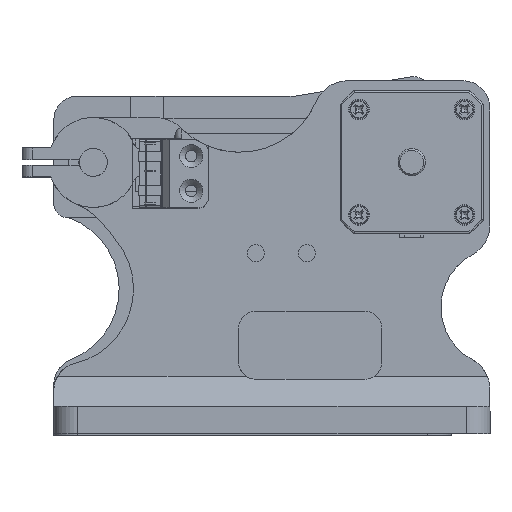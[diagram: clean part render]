
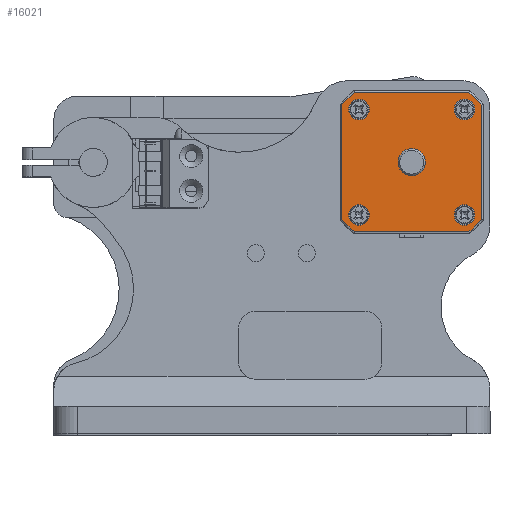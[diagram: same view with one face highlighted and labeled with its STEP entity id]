
A CAD part, top view. The second image highlights one B-rep face of the part: STEP entity #16021.
In plain terms, the highlighted face is planar.
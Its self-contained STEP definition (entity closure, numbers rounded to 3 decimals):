
#472=FACE_BOUND('',#2894,.T.);
#473=FACE_BOUND('',#2895,.T.);
#474=FACE_BOUND('',#2896,.T.);
#475=FACE_BOUND('',#2897,.T.);
#476=FACE_BOUND('',#2898,.T.);
#959=CIRCLE('',#17285,26.5);
#960=CIRCLE('',#17288,26.5);
#961=CIRCLE('',#17290,26.5);
#962=CIRCLE('',#17291,26.5);
#963=CIRCLE('',#17292,3.);
#964=CIRCLE('',#17293,3.);
#965=CIRCLE('',#17294,3.);
#966=CIRCLE('',#17295,4.);
#967=CIRCLE('',#17296,3.);
#1950=FACE_OUTER_BOUND('',#2893,.T.);
#2893=EDGE_LOOP('',(#10985,#10986,#10987,#10988,#10989,#10990,#10991,#10992));
#2894=EDGE_LOOP('',(#10993));
#2895=EDGE_LOOP('',(#10994));
#2896=EDGE_LOOP('',(#10995));
#2897=EDGE_LOOP('',(#10996));
#2898=EDGE_LOOP('',(#10997));
#4019=LINE('',#23991,#5393);
#4047=LINE('',#24139,#5421);
#4048=LINE('',#24141,#5422);
#4049=LINE('',#24145,#5423);
#5393=VECTOR('',#19111,1.);
#5421=VECTOR('',#19187,1.);
#5422=VECTOR('',#19188,1.);
#5423=VECTOR('',#19191,1.);
#6774=VERTEX_POINT('',#23971);
#6775=VERTEX_POINT('',#23990);
#6802=VERTEX_POINT('',#24079);
#6808=VERTEX_POINT('',#24117);
#6809=VERTEX_POINT('',#24138);
#6810=VERTEX_POINT('',#24140);
#6811=VERTEX_POINT('',#24142);
#6812=VERTEX_POINT('',#24144);
#6813=VERTEX_POINT('',#24147);
#6814=VERTEX_POINT('',#24149);
#6815=VERTEX_POINT('',#24151);
#6816=VERTEX_POINT('',#24153);
#6817=VERTEX_POINT('',#24155);
#8405=EDGE_CURVE('',#6774,#6775,#4019,.T.);
#8439=EDGE_CURVE('',#6775,#6802,#959,.T.);
#8449=EDGE_CURVE('',#6808,#6774,#960,.T.);
#8450=EDGE_CURVE('',#6802,#6809,#4047,.T.);
#8451=EDGE_CURVE('',#6810,#6808,#4048,.T.);
#8452=EDGE_CURVE('',#6811,#6810,#961,.T.);
#8453=EDGE_CURVE('',#6812,#6811,#4049,.T.);
#8454=EDGE_CURVE('',#6809,#6812,#962,.T.);
#8455=EDGE_CURVE('',#6813,#6813,#963,.T.);
#8456=EDGE_CURVE('',#6814,#6814,#964,.T.);
#8457=EDGE_CURVE('',#6815,#6815,#965,.T.);
#8458=EDGE_CURVE('',#6816,#6816,#966,.T.);
#8459=EDGE_CURVE('',#6817,#6817,#967,.T.);
#10985=ORIENTED_EDGE('',*,*,#8450,.F.);
#10986=ORIENTED_EDGE('',*,*,#8439,.F.);
#10987=ORIENTED_EDGE('',*,*,#8405,.F.);
#10988=ORIENTED_EDGE('',*,*,#8449,.F.);
#10989=ORIENTED_EDGE('',*,*,#8451,.F.);
#10990=ORIENTED_EDGE('',*,*,#8452,.F.);
#10991=ORIENTED_EDGE('',*,*,#8453,.F.);
#10992=ORIENTED_EDGE('',*,*,#8454,.F.);
#10993=ORIENTED_EDGE('',*,*,#8455,.F.);
#10994=ORIENTED_EDGE('',*,*,#8456,.F.);
#10995=ORIENTED_EDGE('',*,*,#8457,.F.);
#10996=ORIENTED_EDGE('',*,*,#8458,.T.);
#10997=ORIENTED_EDGE('',*,*,#8459,.F.);
#15489=PLANE('',#17289);
#16021=ADVANCED_FACE('',(#1950,#472,#473,#474,#475,#476),#15489,.F.);
#17285=AXIS2_PLACEMENT_3D('',#24080,#19170,#19171);
#17288=AXIS2_PLACEMENT_3D('',#24136,#19183,#19184);
#17289=AXIS2_PLACEMENT_3D('',#24137,#19185,#19186);
#17290=AXIS2_PLACEMENT_3D('',#24143,#19189,#19190);
#17291=AXIS2_PLACEMENT_3D('',#24146,#19192,#19193);
#17292=AXIS2_PLACEMENT_3D('',#24148,#19194,#19195);
#17293=AXIS2_PLACEMENT_3D('',#24150,#19196,#19197);
#17294=AXIS2_PLACEMENT_3D('',#24152,#19198,#19199);
#17295=AXIS2_PLACEMENT_3D('',#24154,#19200,#19201);
#17296=AXIS2_PLACEMENT_3D('',#24156,#19202,#19203);
#19111=DIRECTION('',(0.,0.,1.));
#19170=DIRECTION('center_axis',(0.,-1.,0.));
#19171=DIRECTION('ref_axis',(0.778,0.,0.629));
#19183=DIRECTION('center_axis',(0.,-1.,0.));
#19184=DIRECTION('ref_axis',(0.629,0.,-0.778));
#19185=DIRECTION('center_axis',(0.,-1.,0.));
#19186=DIRECTION('ref_axis',(0.,0.,-1.));
#19187=DIRECTION('',(-1.,0.,0.));
#19188=DIRECTION('',(1.,0.,0.));
#19189=DIRECTION('center_axis',(0.,-1.,0.));
#19190=DIRECTION('ref_axis',(-0.778,0.,-0.629));
#19191=DIRECTION('',(0.,0.,-1.));
#19192=DIRECTION('center_axis',(0.,-1.,0.));
#19193=DIRECTION('ref_axis',(-0.629,0.,0.778));
#19194=DIRECTION('center_axis',(0.,1.,0.));
#19195=DIRECTION('ref_axis',(-1.,0.,0.));
#19196=DIRECTION('center_axis',(0.,1.,0.));
#19197=DIRECTION('ref_axis',(-1.,0.,0.));
#19198=DIRECTION('center_axis',(0.,1.,0.));
#19199=DIRECTION('ref_axis',(-1.,0.,0.));
#19200=DIRECTION('center_axis',(0.,-1.,0.));
#19201=DIRECTION('ref_axis',(1.,0.,0.));
#19202=DIRECTION('center_axis',(0.,1.,0.));
#19203=DIRECTION('ref_axis',(-1.,0.,0.));
#23971=CARTESIAN_POINT('',(20.5,0.,-16.793));
#23990=CARTESIAN_POINT('',(20.5,0.,16.793));
#23991=CARTESIAN_POINT('',(20.5,0.,-16.971));
#24079=CARTESIAN_POINT('',(16.793,0.,20.5));
#24080=CARTESIAN_POINT('Origin',(0.,0.,0.));
#24117=CARTESIAN_POINT('',(16.793,0.,-20.5));
#24136=CARTESIAN_POINT('Origin',(0.,0.,0.));
#24137=CARTESIAN_POINT('Origin',(0.,0.,0.));
#24138=CARTESIAN_POINT('',(-16.793,0.,20.5));
#24139=CARTESIAN_POINT('',(16.971,0.,20.5));
#24140=CARTESIAN_POINT('',(-16.793,0.,-20.5));
#24141=CARTESIAN_POINT('',(-16.971,0.,-20.5));
#24142=CARTESIAN_POINT('',(-20.5,0.,-16.793));
#24143=CARTESIAN_POINT('Origin',(0.,0.,0.));
#24144=CARTESIAN_POINT('',(-20.5,0.,16.793));
#24145=CARTESIAN_POINT('',(-20.5,0.,16.971));
#24146=CARTESIAN_POINT('Origin',(0.,0.,0.));
#24147=CARTESIAN_POINT('',(-12.5,0.,15.5));
#24148=CARTESIAN_POINT('Origin',(-15.5,0.,15.5));
#24149=CARTESIAN_POINT('',(-12.5,0.,-15.5));
#24150=CARTESIAN_POINT('Origin',(-15.5,0.,-15.5));
#24151=CARTESIAN_POINT('',(18.5,0.,15.5));
#24152=CARTESIAN_POINT('Origin',(15.5,0.,15.5));
#24153=CARTESIAN_POINT('',(-4.,0.,0.));
#24154=CARTESIAN_POINT('Origin',(0.,0.,0.));
#24155=CARTESIAN_POINT('',(18.5,0.,-15.5));
#24156=CARTESIAN_POINT('Origin',(15.5,0.,-15.5));
